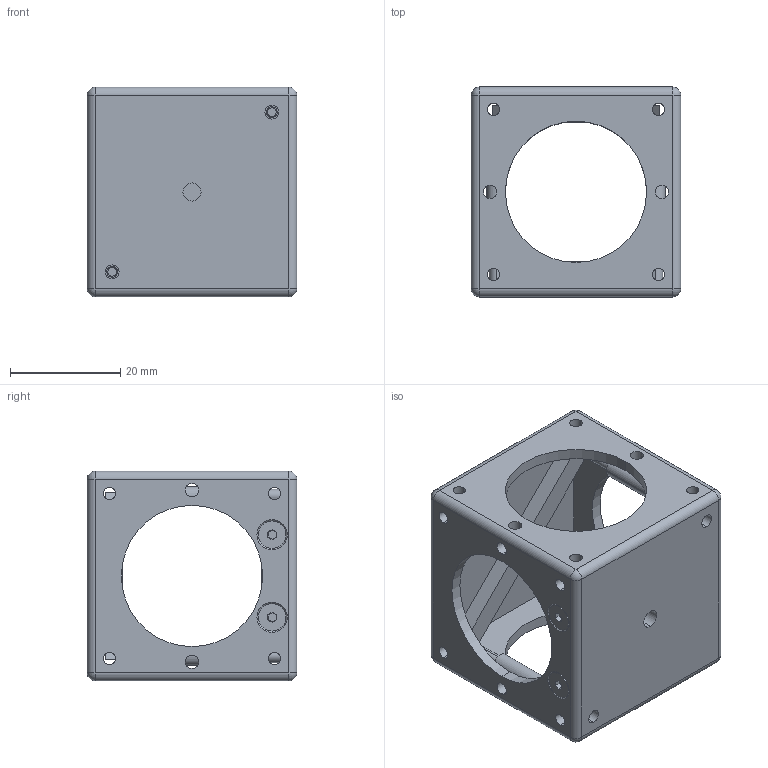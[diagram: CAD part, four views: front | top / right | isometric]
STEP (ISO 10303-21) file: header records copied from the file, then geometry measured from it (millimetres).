
FILE_DESCRIPTION (( 'STEP AP214' ), '1' );
FILE_NAME ('24CCM4-1M.STEP', '2019-01-04T02:34:36', ( '' ), ( '' ), 'SwSTEP 2.0', 'SolidWorks 2016', '' );
FILE_SCHEMA (( 'AUTOMOTIVE_DESIGN' ));
Length unit declared in the file: millimetre
Products named in the file (1): 24CCM4-1M
Bounding box: 38.1 x 38.1 x 38.1 mm (x, y, z)
Surface area: 13272.3 mm2 (no closed solid volume)
Topology: 0 solids, 11 shells, 168 faces, 567 edges, 382 vertices
Faces by surface type: cylinder 90, plane 62, cone 8, sphere 8
Entity records: 8464 total; most frequent: CARTESIAN_POINT 1606, DIRECTION 1083, ORIENTED_EDGE 938, EDGE_CURVE 559, AXIS2_PLACEMENT_3D 403, VERTEX_POINT 382, VECTOR 277, LINE 277
